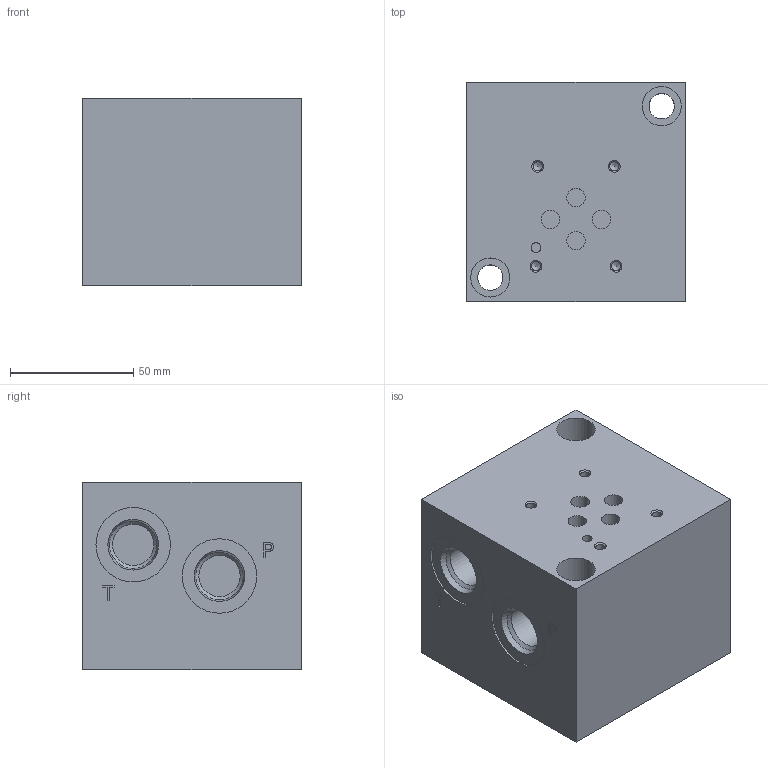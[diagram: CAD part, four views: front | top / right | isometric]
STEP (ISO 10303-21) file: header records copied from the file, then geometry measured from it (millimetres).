
FILE_DESCRIPTION( ( 'STEP AP214' ), ' ' );
FILE_NAME( 'AD03SPRVC8S.stp', '2018-06-07T00:45:35', ( '' ), ( '' ), ' ', 'PARTsolutions', ' ' );
FILE_SCHEMA( ( 'AUTOMOTIVE_DESIGN { 1 0 10303 214 1 1 1 1 }' ) );
Length unit declared in the file: inch
Products named in the file (1): _AD03SPRVC8S
Bounding box: 88.9 x 88.9 x 76.2 mm (x, y, z)
Volume: 536566.7 mm3; surface area: 58862.7 mm2
Topology: 1 solids, 1 shells, 259 faces, 632 edges, 413 vertices
Faces by surface type: plane 164, cylinder 71, cone 24
Full cylindrical faces by diameter (mm): 3.68 x4, 4.013 x1, 7.493 x4, 10.312 x2, 14.275 x1, 15.875 x2, 15.9 x1, 16.759 x6, 20.625 x1, 30.175 x1, 30.251 x6
Entity records: 9357 total; most frequent: DIRECTION 1251, CARTESIAN_POINT 1247, ORIENTED_EDGE 1144, EDGE_CURVE 572, AXIS2_PLACEMENT_3D 420, LINE 411, VECTOR 411, VERTEX_POINT 410
